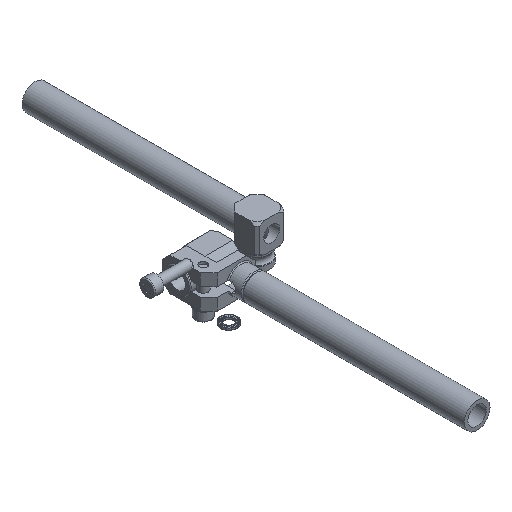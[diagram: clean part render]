
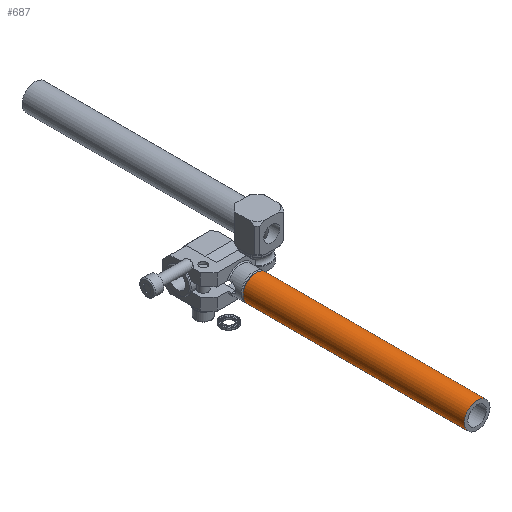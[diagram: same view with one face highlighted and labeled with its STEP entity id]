
A CAD part, isometric view. The second image highlights one B-rep face of the part: STEP entity #687.
In plain terms, the highlighted cylindrical face has radius 7 mm (diameter 14 mm), a full revolution.
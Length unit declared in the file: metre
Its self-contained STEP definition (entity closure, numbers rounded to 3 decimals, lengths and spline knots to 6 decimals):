
#687 = ADVANCED_FACE( '', ( #1468, #1469 ), #1470, .T. );
#1468 = FACE_OUTER_BOUND( '', #2090, .T. );
#1469 = FACE_OUTER_BOUND( '', #2091, .T. );
#1470 = CYLINDRICAL_SURFACE( '', #2092, 0.007 );
#2090 = EDGE_LOOP( '', ( #4280 ) );
#2091 = EDGE_LOOP( '', ( #4281 ) );
#2092 = AXIS2_PLACEMENT_3D( '', #4282, #4283, #4284 );
#4280 = ORIENTED_EDGE( '', *, *, #5284, .T. );
#4281 = ORIENTED_EDGE( '', *, *, #5285, .F. );
#4282 = CARTESIAN_POINT( '', ( 0., 0.12, 0. ) );
#4283 = DIRECTION( '', ( 0., 1., 0. ) );
#4284 = DIRECTION( '', ( 0., 0., -1. ) );
#5284 = EDGE_CURVE( '', #6488, #6488, #6489, .T. );
#5285 = EDGE_CURVE( '', #6490, #6490, #6491, .T. );
#6488 = VERTEX_POINT( '', #8054 );
#6489 = CIRCLE( '', #8055, 0.007 );
#6490 = VERTEX_POINT( '', #8056 );
#6491 = CIRCLE( '', #8057, 0.007 );
#8054 = CARTESIAN_POINT( '', ( 0., 0.0005, 0.007 ) );
#8055 = AXIS2_PLACEMENT_3D( '', #9138, #9139, #9140 );
#8056 = CARTESIAN_POINT( '', ( 0.007, 0.12, 0. ) );
#8057 = AXIS2_PLACEMENT_3D( '', #9141, #9142, #9143 );
#9138 = CARTESIAN_POINT( '', ( 0., 0.0005, 0. ) );
#9139 = DIRECTION( '', ( 0., 1., 0. ) );
#9140 = DIRECTION( '', ( 0., 0., 1. ) );
#9141 = CARTESIAN_POINT( '', ( 0., 0.12, 0. ) );
#9142 = DIRECTION( '', ( 0., 1., 0. ) );
#9143 = DIRECTION( '', ( 1., 0., 0. ) );
